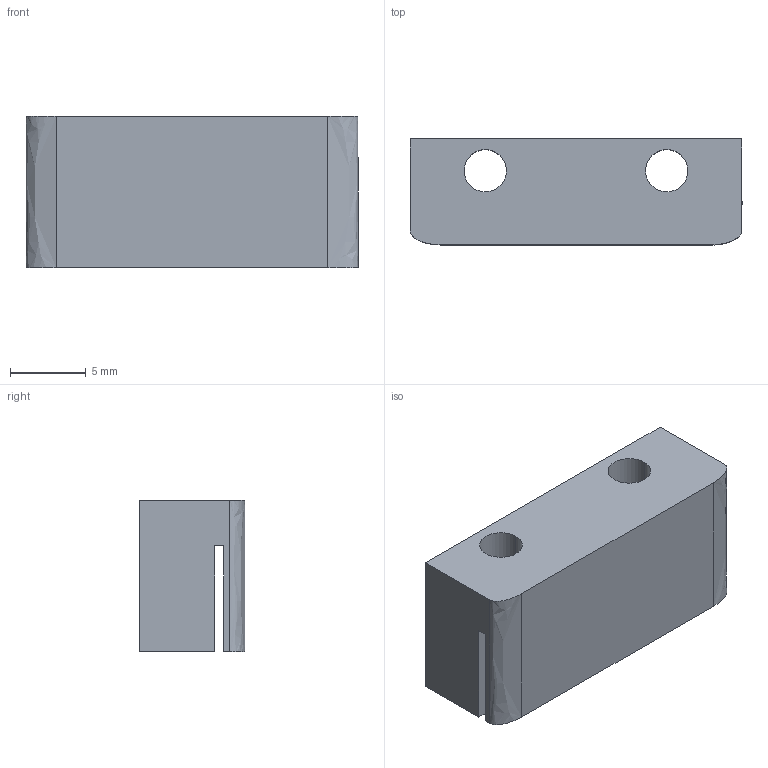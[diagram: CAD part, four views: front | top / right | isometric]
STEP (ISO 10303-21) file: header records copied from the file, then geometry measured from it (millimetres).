
FILE_DESCRIPTION (( 'USING AP203' ), '1' );
FILE_NAME ('x-carriage-belt-holder-left.STEP', '2024-07-05T14:47:53', ( '' ), ( '' ), '', '', '' );
FILE_SCHEMA (( 'CONFIG_CONTROL_DESIGN' ));
Length unit declared in the file: millimetre
Products named in the file (1): x-carriage-belt-holder-left
Bounding box: 21.95 x 7 x 10 mm (x, y, z)
Volume: 1250.9 mm3; surface area: 1435.1 mm2
Topology: 1 solids, 1 shells, 58 faces, 168 edges, 112 vertices
Faces by surface type: plane 52, cylinder 4, bspline 2
Entity records: 2097 total; most frequent: CARTESIAN_POINT 495, ORIENTED_EDGE 336, DIRECTION 282, EDGE_CURVE 168, LINE 152, VECTOR 152, VERTEX_POINT 112, AXIS2_PLACEMENT_3D 65
